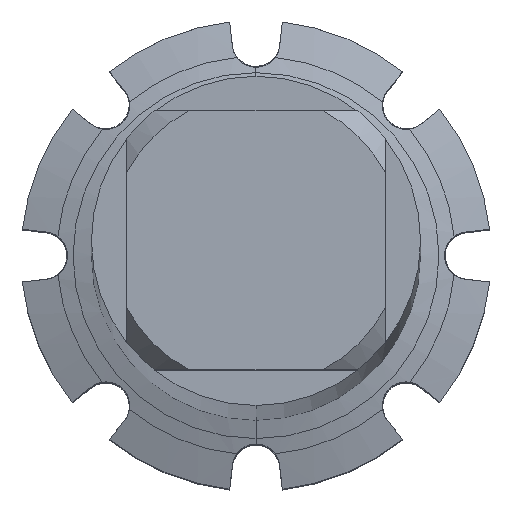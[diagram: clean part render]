
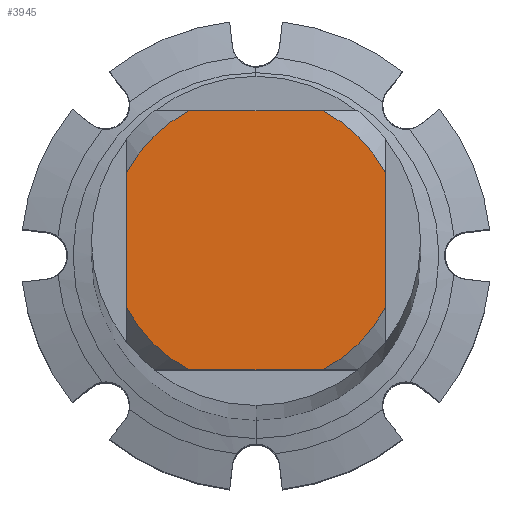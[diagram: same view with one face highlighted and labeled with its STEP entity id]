
A CAD part, top view. The second image highlights one B-rep face of the part: STEP entity #3945.
In plain terms, the highlighted planar face has unit normal (0, 0, 1).
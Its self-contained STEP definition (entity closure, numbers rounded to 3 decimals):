
#3747=VERTEX_POINT('',#10648);
#3945=ADVANCED_FACE('',(#10872),#10873,.T.);
#4137=EDGE_CURVE('',#10281,#3747,#11081,.T.);
#4523=VERTEX_POINT('',#11502);
#5261=VERTEX_POINT('',#12303);
#5369=EDGE_CURVE('',#10281,#9721,#12417,.T.);
#6203=EDGE_CURVE('',#9495,#10093,#13325,.T.);
#6229=EDGE_CURVE('',#4523,#3747,#13355,.T.);
#6595=EDGE_CURVE('',#5261,#9721,#13744,.T.);
#6831=EDGE_CURVE('',#4523,#10093,#14003,.T.);
#7615=VERTEX_POINT('',#14847);
#9089=EDGE_CURVE('',#9495,#7615,#16445,.T.);
#9495=VERTEX_POINT('',#16888);
#9721=VERTEX_POINT('',#17131);
#10093=VERTEX_POINT('',#17534);
#10221=EDGE_CURVE('',#5261,#7615,#17672,.T.);
#10281=VERTEX_POINT('',#17735);
#10648=CARTESIAN_POINT('',(-2.75,-1.431,0.0));
#10872=FACE_OUTER_BOUND('',#18696,.T.);
#10873=PLANE('',#18697);
#11081=CIRCLE('',#19057,3.1);
#11502=CARTESIAN_POINT('',(-2.75,1.431,0.0));
#12303=CARTESIAN_POINT('',(2.75,-1.431,0.0));
#12417=LINE('',#21364,#21365);
#13325=LINE('',#23044,#23045);
#13355=LINE('',#23083,#23084);
#13744=CIRCLE('',#23777,3.1);
#14003=CIRCLE('',#24268,3.1);
#14847=CARTESIAN_POINT('',(2.75,1.431,0.0));
#16445=CIRCLE('',#28607,3.1);
#16888=CARTESIAN_POINT('',(1.431,2.75,0.0));
#17131=CARTESIAN_POINT('',(1.431,-2.75,0.0));
#17534=CARTESIAN_POINT('',(-1.431,2.75,0.0));
#17672=LINE('',#30844,#30845);
#17735=CARTESIAN_POINT('',(-1.431,-2.75,0.0));
#18696=EDGE_LOOP('',(#31663,#31664,#31665,#31666,#31667,#31668,#31669,#31670));
#18697=AXIS2_PLACEMENT_3D('',#31671,#31672,#31673);
#19057=AXIS2_PLACEMENT_3D('',#31858,#31859,#31860);
#21364=CARTESIAN_POINT('',(0.0,-2.75,0.0));
#21365=VECTOR('',#33292,1.0);
#23044=CARTESIAN_POINT('',(0.0,2.75,0.0));
#23045=VECTOR('',#34274,1.0);
#23083=CARTESIAN_POINT('',(-2.75,0.775,0.0));
#23084=VECTOR('',#34320,1.0);
#23777=AXIS2_PLACEMENT_3D('',#34643,#34644,#34645);
#24268=AXIS2_PLACEMENT_3D('',#34936,#34937,#34938);
#28607=AXIS2_PLACEMENT_3D('',#37486,#37487,#37488);
#30844=CARTESIAN_POINT('',(2.75,0.775,0.0));
#30845=VECTOR('',#38902,1.0);
#31663=ORIENTED_EDGE('',*,*,#6229,.T.);
#31664=ORIENTED_EDGE('',*,*,#4137,.F.);
#31665=ORIENTED_EDGE('',*,*,#5369,.T.);
#31666=ORIENTED_EDGE('',*,*,#6595,.F.);
#31667=ORIENTED_EDGE('',*,*,#10221,.T.);
#31668=ORIENTED_EDGE('',*,*,#9089,.F.);
#31669=ORIENTED_EDGE('',*,*,#6203,.T.);
#31670=ORIENTED_EDGE('',*,*,#6831,.F.);
#31671=CARTESIAN_POINT('',(0.0,1.55,0.0));
#31672=DIRECTION('',(-0.0,0.0,1.0));
#31673=DIRECTION('',(0.0,-1.0,0.0));
#31858=CARTESIAN_POINT('',(0.0,0.0,0.0));
#31859=DIRECTION('',(0.0,0.0,-1.0));
#31860=DIRECTION('',(0.0,1.0,0.0));
#33292=DIRECTION('',(1.0,0.0,0.0));
#34274=DIRECTION('',(-1.0,0.0,0.0));
#34320=DIRECTION('',(-0.0,-1.0,0.0));
#34643=CARTESIAN_POINT('',(0.0,0.0,0.0));
#34644=DIRECTION('',(0.0,0.0,-1.0));
#34645=DIRECTION('',(0.0,1.0,0.0));
#34936=CARTESIAN_POINT('',(0.0,0.0,0.0));
#34937=DIRECTION('',(0.0,0.0,-1.0));
#34938=DIRECTION('',(0.0,1.0,0.0));
#37486=CARTESIAN_POINT('',(0.0,0.0,0.0));
#37487=DIRECTION('',(0.0,0.0,-1.0));
#37488=DIRECTION('',(0.0,1.0,0.0));
#38902=DIRECTION('',(-0.0,1.0,0.0));
